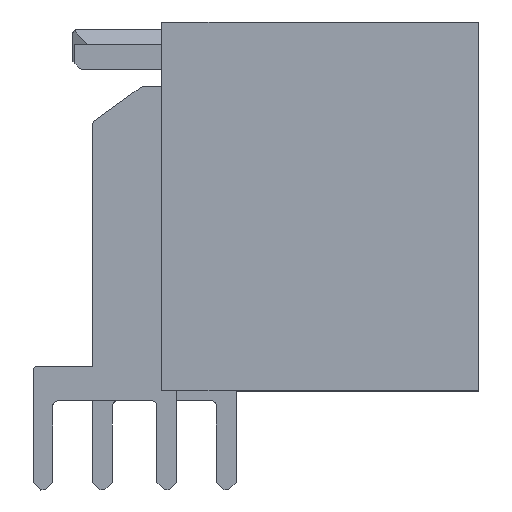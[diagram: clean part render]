
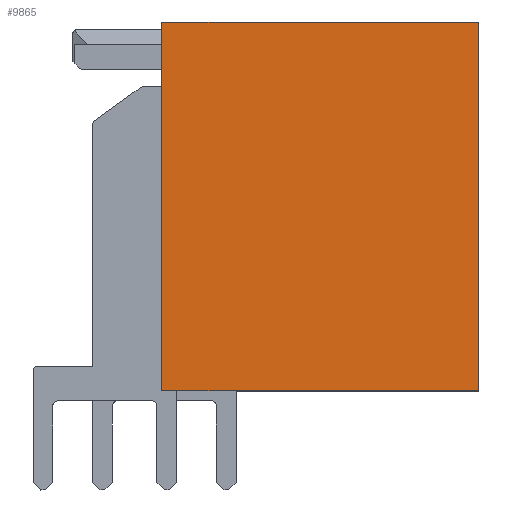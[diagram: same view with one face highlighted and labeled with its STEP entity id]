
A CAD part, front view. The second image highlights one B-rep face of the part: STEP entity #9865.
In plain terms, the highlighted planar face has unit normal (0, -1, 0).
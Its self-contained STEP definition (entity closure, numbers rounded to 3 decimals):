
#915=ORIENTED_EDGE('',*,*,#3699,.F.);
#916=ORIENTED_EDGE('',*,*,#3518,.F.);
#917=ORIENTED_EDGE('',*,*,#3700,.F.);
#918=ORIENTED_EDGE('',*,*,#3701,.F.);
#3518=EDGE_CURVE('',#4924,#4925,#5919,.T.);
#3699=EDGE_CURVE('',#4925,#5049,#6100,.T.);
#3700=EDGE_CURVE('',#5050,#4924,#6101,.T.);
#3701=EDGE_CURVE('',#5049,#5050,#6102,.T.);
#4924=VERTEX_POINT('',#14333);
#4925=VERTEX_POINT('',#14335);
#5049=VERTEX_POINT('',#14670);
#5050=VERTEX_POINT('',#14672);
#5919=LINE('',#14334,#7311);
#6100=LINE('',#14669,#7492);
#6101=LINE('',#14671,#7493);
#6102=LINE('',#14673,#7494);
#7311=VECTOR('',#11451,1000.);
#7492=VECTOR('',#11692,1000.);
#7493=VECTOR('',#11693,1000.);
#7494=VECTOR('',#11694,1000.);
#8357=EDGE_LOOP('',(#915,#916,#917,#918));
#8884=FACE_BOUND('',#8357,.T.);
#9397=PLANE('',#10413);
#9865=ADVANCED_FACE('',(#8884),#9397,.F.);
#10413=AXIS2_PLACEMENT_3D('',#14668,#11690,#11691);
#11451=DIRECTION('',(1.,0.,0.));
#11690=DIRECTION('',(0.,1.,0.));
#11691=DIRECTION('',(0.,0.,1.));
#11692=DIRECTION('',(0.,0.,-1.));
#11693=DIRECTION('',(0.,0.,1.));
#11694=DIRECTION('',(-1.,0.,0.));
#14333=CARTESIAN_POINT('',(-7.45,0.,6.4));
#14334=CARTESIAN_POINT('',(-7.45,0.,6.4));
#14335=CARTESIAN_POINT('',(7.45,0.,6.4));
#14668=CARTESIAN_POINT('',(0.,0.,0.));
#14669=CARTESIAN_POINT('',(7.45,0.,6.4));
#14670=CARTESIAN_POINT('',(7.45,0.,-6.4));
#14671=CARTESIAN_POINT('',(-7.45,0.,-6.4));
#14672=CARTESIAN_POINT('',(-7.45,0.,-6.4));
#14673=CARTESIAN_POINT('',(7.45,0.,-6.4));
